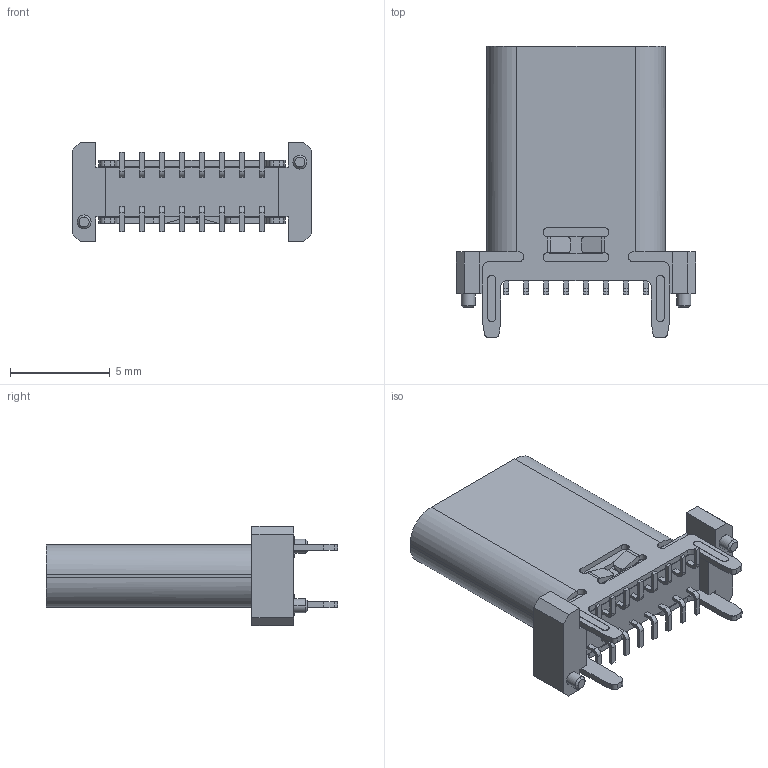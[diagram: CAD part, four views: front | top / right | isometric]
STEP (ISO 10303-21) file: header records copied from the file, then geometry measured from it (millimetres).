
FILE_DESCRIPTION((''),'2;1');
FILE_NAME('PRT0001','2025-02-28T08:53:27',('Administrator'),(''),'CREO PARAMETRIC BY PTC INC, 2020154','CREO PARAMETRIC BY PTC INC, 2020154','');
FILE_SCHEMA(('AUTOMOTIVE_DESIGN { 1 0 10303 214 1 1 1 1 }'));
Length unit declared in the file: millimetre
Products named in the file (1): PRT0001
Bounding box: 12 x 14.6 x 5 mm (x, y, z)
Volume: 270.7 mm3; surface area: 844.8 mm2
Topology: 1 solids, 1 shells, 528 faces, 1492 edges, 981 vertices
Faces by surface type: plane 366, cylinder 146, cone 12, torus 4
Entity records: 19454 total; most frequent: CARTESIAN_POINT 3048, ORIENTED_EDGE 2984, DIRECTION 2855, EDGE_CURVE 1492, VECTOR 1161, LINE 1161, VERTEX_POINT 981, AXIS2_PLACEMENT_3D 847
